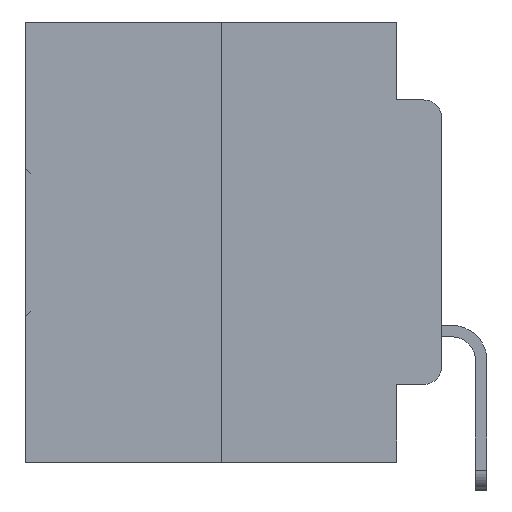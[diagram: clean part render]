
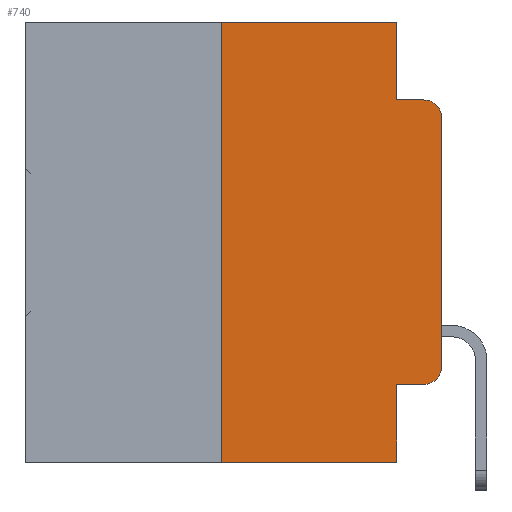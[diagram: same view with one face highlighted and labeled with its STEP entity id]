
A CAD part, left-side view. The second image highlights one B-rep face of the part: STEP entity #740.
In plain terms, the highlighted planar face has unit normal (-1, 0, 0).
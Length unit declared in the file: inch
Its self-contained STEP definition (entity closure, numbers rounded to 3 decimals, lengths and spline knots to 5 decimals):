
#93 = EDGE_CURVE ( 'NONE', #27135, #16575, #7302, .T. ) ;
#511 = DIRECTION ( 'NONE',  ( 0., 0., 1. ) ) ;
#632 = CARTESIAN_POINT ( 'NONE',  ( 0., 0.051, -0.0885 ) ) ;
#701 = EDGE_CURVE ( 'NONE', #27977, #19707, #4047, .T. ) ;
#740 = ADVANCED_FACE ( 'NONE', ( #15337 ), #14956, .F. ) ;
#861 = VERTEX_POINT ( 'NONE', #9553 ) ;
#888 = VECTOR ( 'NONE', #511, 39.37008 ) ;
#1006 = ORIENTED_EDGE ( 'NONE', *, *, #93, .F. ) ;
#1753 = ORIENTED_EDGE ( 'NONE', *, *, #6687, .F. ) ;
#1949 = DIRECTION ( 'NONE',  ( -1., 0., 0. ) ) ;
#2140 = CIRCLE ( 'NONE', #11754, 0.02 ) ;
#2585 = VECTOR ( 'NONE', #4926, 39.37008 ) ;
#3168 = ORIENTED_EDGE ( 'NONE', *, *, #12966, .T. ) ;
#3202 = ORIENTED_EDGE ( 'NONE', *, *, #12272, .T. ) ;
#3322 = VECTOR ( 'NONE', #29076, 39.37008 ) ;
#4047 = LINE ( 'NONE', #19338, #5635 ) ;
#4444 = ORIENTED_EDGE ( 'NONE', *, *, #32578, .T. ) ;
#4744 = DIRECTION ( 'NONE',  ( -1., 0., 0. ) ) ;
#4926 = DIRECTION ( 'NONE',  ( 0., 0., -1. ) ) ;
#5398 = EDGE_CURVE ( 'NONE', #20522, #25100, #16349, .T. ) ;
#5487 = CARTESIAN_POINT ( 'NONE',  ( 0., 0.473, 0. ) ) ;
#5514 = CARTESIAN_POINT ( 'NONE',  ( 0., 0.473, 0. ) ) ;
#5629 = LINE ( 'NONE', #5514, #11719 ) ;
#5635 = VECTOR ( 'NONE', #17091, 39.37008 ) ;
#6150 = CARTESIAN_POINT ( 'NONE',  ( 0., 0.473, -0.5 ) ) ;
#6687 = EDGE_CURVE ( 'NONE', #16575, #861, #23598, .T. ) ;
#7100 = ORIENTED_EDGE ( 'NONE', *, *, #27125, .T. ) ;
#7229 = LINE ( 'NONE', #27046, #19983 ) ;
#7302 = LINE ( 'NONE', #9514, #20045 ) ;
#8385 = ORIENTED_EDGE ( 'NONE', *, *, #701, .F. ) ;
#9158 = ORIENTED_EDGE ( 'NONE', *, *, #9454, .T. ) ;
#9407 = CARTESIAN_POINT ( 'NONE',  ( 0., 0., -0.1085 ) ) ;
#9454 = EDGE_CURVE ( 'NONE', #20522, #25850, #7229, .T. ) ;
#9514 = CARTESIAN_POINT ( 'NONE',  ( 0., 0.051, 0. ) ) ;
#9553 = CARTESIAN_POINT ( 'NONE',  ( 0., 0.02, -0.0885 ) ) ;
#9615 = DIRECTION ( 'NONE',  ( 0., 0., -1. ) ) ;
#10045 = EDGE_LOOP ( 'NONE', ( #4444, #3168, #1753, #1006, #13104, #8385, #7100, #14403, #9158, #3202 ) ) ;
#11372 = CARTESIAN_POINT ( 'NONE',  ( 0., 0.051, 0. ) ) ;
#11719 = VECTOR ( 'NONE', #30646, 39.37008 ) ;
#11754 = AXIS2_PLACEMENT_3D ( 'NONE', #20038, #4744, #22527 ) ;
#12062 = DIRECTION ( 'NONE',  ( 0., -1., 0. ) ) ;
#12272 = EDGE_CURVE ( 'NONE', #25850, #31601, #22156, .T. ) ;
#12389 = AXIS2_PLACEMENT_3D ( 'NONE', #5487, #30715, #14631 ) ;
#12966 = EDGE_CURVE ( 'NONE', #27856, #861, #2140, .T. ) ;
#13104 = ORIENTED_EDGE ( 'NONE', *, *, #24480, .F. ) ;
#14403 = ORIENTED_EDGE ( 'NONE', *, *, #5398, .F. ) ;
#14631 = DIRECTION ( 'NONE',  ( 0., 0., -1. ) ) ;
#14956 = PLANE ( 'NONE',  #12389 ) ;
#15141 = VECTOR ( 'NONE', #18902, 39.37008 ) ;
#15249 = CARTESIAN_POINT ( 'NONE',  ( 0., 0.25, -0.5 ) ) ;
#15337 = FACE_OUTER_BOUND ( 'NONE', #10045, .T. ) ;
#15508 = LINE ( 'NONE', #21045, #888 ) ;
#16349 = LINE ( 'NONE', #22172, #2585 ) ;
#16575 = VERTEX_POINT ( 'NONE', #632 ) ;
#16753 = LINE ( 'NONE', #6150, #15141 ) ;
#17091 = DIRECTION ( 'NONE',  ( 0., 0., 1. ) ) ;
#17399 = CARTESIAN_POINT ( 'NONE',  ( 0., 0.02, -0.3915 ) ) ;
#18902 = DIRECTION ( 'NONE',  ( 0., -1., 0. ) ) ;
#19338 = CARTESIAN_POINT ( 'NONE',  ( 0., 0.25, 0. ) ) ;
#19707 = VERTEX_POINT ( 'NONE', #23362 ) ;
#19881 = DIRECTION ( 'NONE',  ( 0., 0., -1. ) ) ;
#19983 = VECTOR ( 'NONE', #12062, 39.37008 ) ;
#20038 = CARTESIAN_POINT ( 'NONE',  ( 0., 0.02, -0.1085 ) ) ;
#20045 = VECTOR ( 'NONE', #9615, 39.37008 ) ;
#20522 = VERTEX_POINT ( 'NONE', #20623 ) ;
#20623 = CARTESIAN_POINT ( 'NONE',  ( 0., 0.051, -0.4115 ) ) ;
#21045 = CARTESIAN_POINT ( 'NONE',  ( 0., 0., 0. ) ) ;
#22156 = CIRCLE ( 'NONE', #32022, 0.02 ) ;
#22172 = CARTESIAN_POINT ( 'NONE',  ( 0., 0.051, 0. ) ) ;
#22527 = DIRECTION ( 'NONE',  ( 0., 0., -1. ) ) ;
#23362 = CARTESIAN_POINT ( 'NONE',  ( 0., 0.25, 0. ) ) ;
#23598 = LINE ( 'NONE', #26591, #3322 ) ;
#24480 = EDGE_CURVE ( 'NONE', #19707, #27135, #5629, .T. ) ;
#25100 = VERTEX_POINT ( 'NONE', #25639 ) ;
#25639 = CARTESIAN_POINT ( 'NONE',  ( 0., 0.051, -0.5 ) ) ;
#25850 = VERTEX_POINT ( 'NONE', #28723 ) ;
#26226 = CARTESIAN_POINT ( 'NONE',  ( 0., 0., -0.3915 ) ) ;
#26591 = CARTESIAN_POINT ( 'NONE',  ( 0., 0.051, -0.0885 ) ) ;
#27046 = CARTESIAN_POINT ( 'NONE',  ( 0., 0.051, -0.4115 ) ) ;
#27125 = EDGE_CURVE ( 'NONE', #27977, #25100, #16753, .T. ) ;
#27135 = VERTEX_POINT ( 'NONE', #11372 ) ;
#27856 = VERTEX_POINT ( 'NONE', #9407 ) ;
#27977 = VERTEX_POINT ( 'NONE', #15249 ) ;
#28723 = CARTESIAN_POINT ( 'NONE',  ( 0., 0.02, -0.4115 ) ) ;
#29076 = DIRECTION ( 'NONE',  ( 0., -1., 0. ) ) ;
#30646 = DIRECTION ( 'NONE',  ( 0., -1., 0. ) ) ;
#30715 = DIRECTION ( 'NONE',  ( 1., 0., 0. ) ) ;
#31601 = VERTEX_POINT ( 'NONE', #26226 ) ;
#32022 = AXIS2_PLACEMENT_3D ( 'NONE', #17399, #1949, #19881 ) ;
#32578 = EDGE_CURVE ( 'NONE', #31601, #27856, #15508, .T. ) ;
